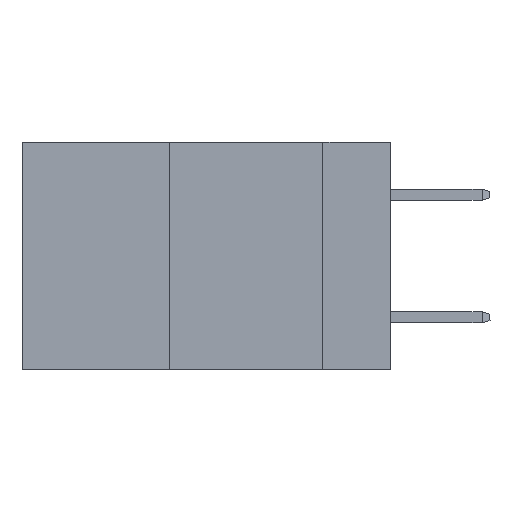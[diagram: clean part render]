
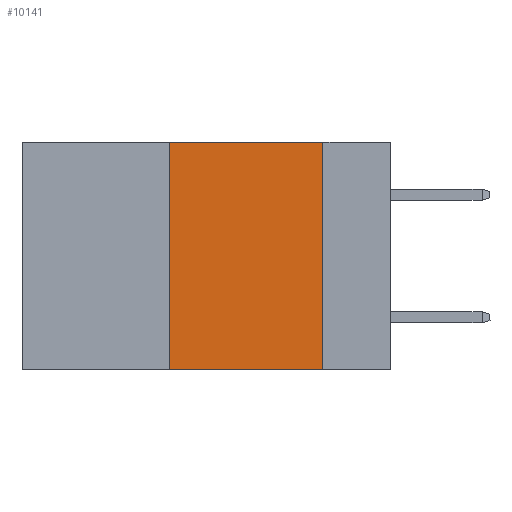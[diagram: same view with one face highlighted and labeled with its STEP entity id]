
A CAD part, left-side view. The second image highlights one B-rep face of the part: STEP entity #10141.
In plain terms, the highlighted planar face has unit normal (-1, 0, 0).
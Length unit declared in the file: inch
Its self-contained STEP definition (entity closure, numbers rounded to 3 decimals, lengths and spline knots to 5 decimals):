
#575 = DIRECTION ( 'NONE',  ( 1., 0., 0. ) ) ;
#1108 = VECTOR ( 'NONE', #12518, 39.37008 ) ;
#1339 = DIRECTION ( 'NONE',  ( 0., 0., 1. ) ) ;
#1769 = AXIS2_PLACEMENT_3D ( 'NONE', #14146, #575, #10213 ) ;
#1986 = CARTESIAN_POINT ( 'NONE',  ( 0., 0.11, -0.37 ) ) ;
#2303 = CARTESIAN_POINT ( 'NONE',  ( 0., 0.6, -0.37 ) ) ;
#2892 = CARTESIAN_POINT ( 'NONE',  ( 0., 0.11, 0. ) ) ;
#2927 = CARTESIAN_POINT ( 'NONE',  ( 0., 0.6, 0. ) ) ;
#2931 = VECTOR ( 'NONE', #1339, 39.37008 ) ;
#3644 = DIRECTION ( 'NONE',  ( 0., -1., 0. ) ) ;
#4852 = VERTEX_POINT ( 'NONE', #16583 ) ;
#4868 = VECTOR ( 'NONE', #3644, 39.37008 ) ;
#5997 = PLANE ( 'NONE',  #1769 ) ;
#7218 = CARTESIAN_POINT ( 'NONE',  ( 0., 0.36, 0. ) ) ;
#7704 = LINE ( 'NONE', #14973, #14450 ) ;
#7841 = EDGE_CURVE ( 'NONE', #4852, #13725, #9852, .T. ) ;
#8314 = DIRECTION ( 'NONE',  ( 0., 0., -1. ) ) ;
#8422 = LINE ( 'NONE', #2927, #1108 ) ;
#9545 = VERTEX_POINT ( 'NONE', #1986 ) ;
#9852 = LINE ( 'NONE', #16239, #2931 ) ;
#10141 = ADVANCED_FACE ( 'NONE', ( #12049 ), #5997, .F. ) ;
#10213 = DIRECTION ( 'NONE',  ( 0., 0., -1. ) ) ;
#10591 = VERTEX_POINT ( 'NONE', #2892 ) ;
#11313 = EDGE_CURVE ( 'NONE', #13725, #10591, #8422, .T. ) ;
#11593 = ORIENTED_EDGE ( 'NONE', *, *, #11313, .F. ) ;
#11624 = EDGE_LOOP ( 'NONE', ( #13452, #11593, #15054, #15480 ) ) ;
#12049 = FACE_OUTER_BOUND ( 'NONE', #11624, .T. ) ;
#12185 = LINE ( 'NONE', #2303, #4868 ) ;
#12503 = EDGE_CURVE ( 'NONE', #10591, #9545, #7704, .T. ) ;
#12518 = DIRECTION ( 'NONE',  ( 0., -1., 0. ) ) ;
#13331 = EDGE_CURVE ( 'NONE', #4852, #9545, #12185, .T. ) ;
#13452 = ORIENTED_EDGE ( 'NONE', *, *, #12503, .F. ) ;
#13725 = VERTEX_POINT ( 'NONE', #7218 ) ;
#14146 = CARTESIAN_POINT ( 'NONE',  ( 0., 0.6, 0. ) ) ;
#14450 = VECTOR ( 'NONE', #8314, 39.37008 ) ;
#14973 = CARTESIAN_POINT ( 'NONE',  ( 0., 0.11, 0. ) ) ;
#15054 = ORIENTED_EDGE ( 'NONE', *, *, #7841, .F. ) ;
#15480 = ORIENTED_EDGE ( 'NONE', *, *, #13331, .T. ) ;
#16239 = CARTESIAN_POINT ( 'NONE',  ( 0., 0.36, 0. ) ) ;
#16583 = CARTESIAN_POINT ( 'NONE',  ( 0., 0.36, -0.37 ) ) ;
